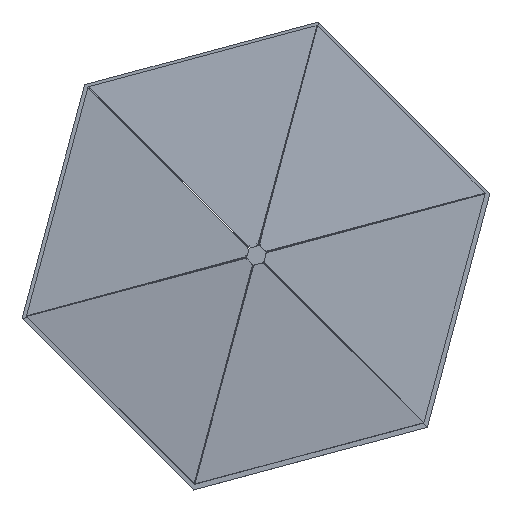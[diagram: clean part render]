
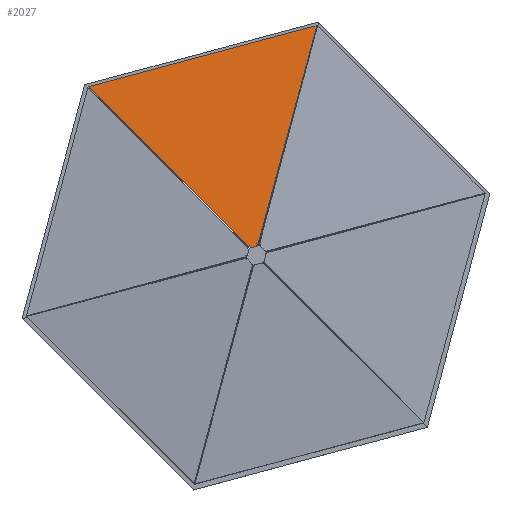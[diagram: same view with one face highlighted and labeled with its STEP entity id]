
A CAD part, top view. The second image highlights one B-rep face of the part: STEP entity #2027.
In plain terms, the highlighted face is planar.
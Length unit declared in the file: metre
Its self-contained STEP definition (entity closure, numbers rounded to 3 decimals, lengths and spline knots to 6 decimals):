
#111=ORIENTED_EDGE('',*,*,#658,.F.);
#112=ORIENTED_EDGE('',*,*,#659,.F.);
#113=ORIENTED_EDGE('',*,*,#641,.T.);
#114=ORIENTED_EDGE('',*,*,#643,.F.);
#115=ORIENTED_EDGE('',*,*,#649,.T.);
#116=ORIENTED_EDGE('',*,*,#652,.T.);
#117=ORIENTED_EDGE('',*,*,#655,.F.);
#641=EDGE_CURVE('',#921,#920,#1108,.T.);
#643=EDGE_CURVE('',#922,#920,#1110,.T.);
#649=EDGE_CURVE('',#922,#926,#1116,.T.);
#652=EDGE_CURVE('',#926,#928,#1119,.T.);
#655=EDGE_CURVE('',#930,#928,#1122,.T.);
#658=EDGE_CURVE('',#932,#930,#1125,.T.);
#659=EDGE_CURVE('',#921,#932,#1126,.T.);
#920=VERTEX_POINT('',#2926);
#921=VERTEX_POINT('',#2928);
#922=VERTEX_POINT('',#2932);
#926=VERTEX_POINT('',#2942);
#928=VERTEX_POINT('',#2948);
#930=VERTEX_POINT('',#2954);
#932=VERTEX_POINT('',#2960);
#1108=LINE('',#2927,#1377);
#1110=LINE('',#2931,#1379);
#1116=LINE('',#2943,#1385);
#1119=LINE('',#2949,#1388);
#1122=LINE('',#2955,#1391);
#1125=LINE('',#2961,#1394);
#1126=LINE('',#2963,#1395);
#1377=VECTOR('',#2377,1.);
#1379=VECTOR('',#2381,1.);
#1385=VECTOR('',#2389,1.);
#1388=VECTOR('',#2394,1.);
#1391=VECTOR('',#2399,1.);
#1394=VECTOR('',#2404,1.);
#1395=VECTOR('',#2407,1.);
#1651=EDGE_LOOP('',(#111,#112,#113,#114,#115,#116,#117));
#1782=FACE_BOUND('',#1651,.T.);
#1913=PLANE('',#2239);
#2027=ADVANCED_FACE('',(#1782),#1913,.T.);
#2239=AXIS2_PLACEMENT_3D('',#2967,#2410,#2411);
#2377=DIRECTION('',(-0.5,-0.866,0.));
#2381=DIRECTION('',(-0.997,-0.002,-0.075));
#2389=DIRECTION('',(0.5,0.866,0.));
#2394=DIRECTION('',(0.997,0.002,0.075));
#2399=DIRECTION('',(0.497,-0.864,0.075));
#2404=DIRECTION('',(-0.5,-0.866,0.));
#2407=DIRECTION('',(0.497,-0.864,0.075));
#2410=DIRECTION('',(-0.075,0.044,0.996));
#2411=DIRECTION('',(-0.5,-0.866,0.));
#2926=CARTESIAN_POINT('',(-0.199045,0.000277,0.006326));
#2927=CARTESIAN_POINT('',(-0.149404,0.086258,0.006326));
#2928=CARTESIAN_POINT('',(-0.099762,0.17224,0.006326));
#2931=CARTESIAN_POINT('',(-0.104267,0.000433,0.0135));
#2932=CARTESIAN_POINT('',(-0.009488,0.00059,0.020674));
#2942=CARTESIAN_POINT('',(-0.008959,0.001506,0.020674));
#2943=CARTESIAN_POINT('',(-0.009224,0.001048,0.020674));
#2948=CARTESIAN_POINT('',(-0.002627,0.001517,0.021154));
#2949=CARTESIAN_POINT('',(-0.005793,0.001512,0.020914));
#2954=CARTESIAN_POINT('',(-0.005784,0.007006,0.020674));
#2955=CARTESIAN_POINT('',(-0.004206,0.004261,0.020914));
#2960=CARTESIAN_POINT('',(-0.005255,0.007922,0.020674));
#2961=CARTESIAN_POINT('',(-0.00552,0.007464,0.020674));
#2963=CARTESIAN_POINT('',(-0.052509,0.090081,0.0135));
#2967=CARTESIAN_POINT('',(-0.001046,0.000604,0.021313));
